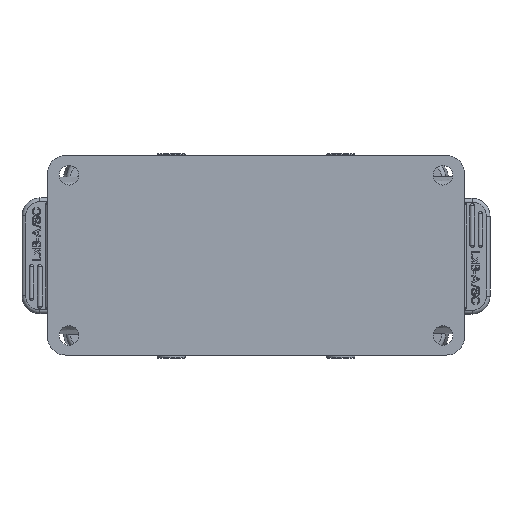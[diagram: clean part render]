
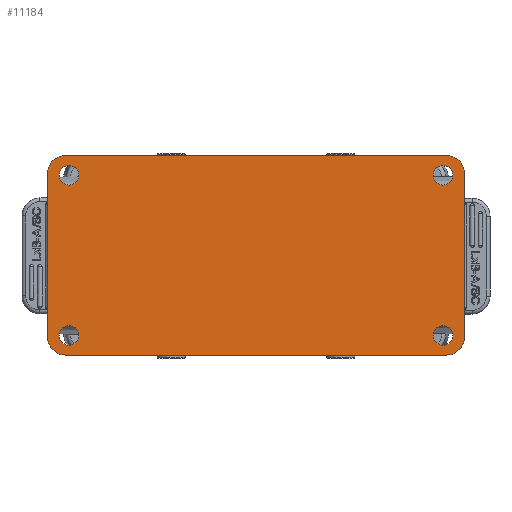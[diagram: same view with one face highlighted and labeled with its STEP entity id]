
A CAD part, front view. The second image highlights one B-rep face of the part: STEP entity #11184.
In plain terms, the highlighted planar face has unit normal (0, -1, 0).
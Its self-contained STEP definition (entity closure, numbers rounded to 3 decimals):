
#7060=CIRCLE('',#35356,2.75);
#7062=CIRCLE('',#35359,2.75);
#7065=CIRCLE('',#35363,2.75);
#7083=CIRCLE('',#35391,5.);
#7085=CIRCLE('',#35394,2.75);
#7088=CIRCLE('',#35398,2.75);
#7089=CIRCLE('',#35400,2.75);
#7092=CIRCLE('',#35404,2.75);
#7093=CIRCLE('',#35406,5.);
#7820=CIRCLE('',#37029,5.);
#7821=CIRCLE('',#37031,2.75);
#7822=CIRCLE('',#37032,5.);
#11184=ADVANCED_FACE('',(#16148,#16149,#16150,#16151,#16152),#12017,.F.);
#12017=PLANE('',#37033);
#12562=LINE('',#47642,#14451);
#13605=LINE('',#56695,#15550);
#13802=LINE('',#60929,#15747);
#13803=LINE('',#60930,#15748);
#14451=VECTOR('',#38790,1.);
#15550=VECTOR('',#42572,1.);
#15747=VECTOR('',#43335,1.);
#15748=VECTOR('',#43336,1.);
#16148=FACE_BOUND('',#17631,.T.);
#16149=FACE_BOUND('',#17632,.T.);
#16150=FACE_BOUND('',#17633,.T.);
#16151=FACE_BOUND('',#17634,.T.);
#16152=FACE_BOUND('',#17635,.T.);
#17631=EDGE_LOOP('',(#24641,#24642));
#17632=EDGE_LOOP('',(#24643,#24644));
#17633=EDGE_LOOP('',(#24645,#24646));
#17634=EDGE_LOOP('',(#24647,#24648));
#17635=EDGE_LOOP('',(#24649,#24650,#24651,#24652,#24653,#24654,#24655,#24656));
#24641=ORIENTED_EDGE('',*,*,#29422,.F.);
#24642=ORIENTED_EDGE('',*,*,#32148,.F.);
#24643=ORIENTED_EDGE('',*,*,#29467,.F.);
#24644=ORIENTED_EDGE('',*,*,#29472,.F.);
#24645=ORIENTED_EDGE('',*,*,#29461,.F.);
#24646=ORIENTED_EDGE('',*,*,#29466,.F.);
#24647=ORIENTED_EDGE('',*,*,#29426,.F.);
#24648=ORIENTED_EDGE('',*,*,#29431,.F.);
#24649=ORIENTED_EDGE('',*,*,#32149,.F.);
#24650=ORIENTED_EDGE('',*,*,#32150,.F.);
#24651=ORIENTED_EDGE('',*,*,#29457,.F.);
#24652=ORIENTED_EDGE('',*,*,#31699,.F.);
#24653=ORIENTED_EDGE('',*,*,#29476,.F.);
#24654=ORIENTED_EDGE('',*,*,#29480,.T.);
#24655=ORIENTED_EDGE('',*,*,#32146,.F.);
#24656=ORIENTED_EDGE('',*,*,#32151,.F.);
#26514=VERTEX_POINT('',#47219);
#26515=VERTEX_POINT('',#47220);
#26518=VERTEX_POINT('',#47228);
#26519=VERTEX_POINT('',#47229);
#26542=VERTEX_POINT('',#47294);
#26543=VERTEX_POINT('',#47295);
#26546=VERTEX_POINT('',#47303);
#26547=VERTEX_POINT('',#47304);
#26550=VERTEX_POINT('',#47315);
#26551=VERTEX_POINT('',#47316);
#26557=VERTEX_POINT('',#47634);
#26558=VERTEX_POINT('',#47635);
#26561=VERTEX_POINT('',#47643);
#28329=VERTEX_POINT('',#60922);
#28330=VERTEX_POINT('',#60927);
#28331=VERTEX_POINT('',#60928);
#29422=EDGE_CURVE('',#26514,#26515,#7060,.T.);
#29426=EDGE_CURVE('',#26518,#26519,#7062,.T.);
#29431=EDGE_CURVE('',#26519,#26518,#7065,.T.);
#29457=EDGE_CURVE('',#26542,#26543,#7083,.T.);
#29461=EDGE_CURVE('',#26546,#26547,#7085,.T.);
#29466=EDGE_CURVE('',#26547,#26546,#7088,.T.);
#29467=EDGE_CURVE('',#26550,#26551,#7089,.T.);
#29472=EDGE_CURVE('',#26551,#26550,#7092,.T.);
#29476=EDGE_CURVE('',#26557,#26558,#7093,.T.);
#29480=EDGE_CURVE('',#26557,#26561,#12562,.T.);
#31699=EDGE_CURVE('',#26558,#26542,#13605,.T.);
#32146=EDGE_CURVE('',#28329,#26561,#7820,.T.);
#32148=EDGE_CURVE('',#26515,#26514,#7821,.T.);
#32149=EDGE_CURVE('',#28330,#28331,#7822,.T.);
#32150=EDGE_CURVE('',#26543,#28330,#13802,.T.);
#32151=EDGE_CURVE('',#28331,#28329,#13803,.T.);
#35356=AXIS2_PLACEMENT_3D('',#47218,#38664,#38665);
#35359=AXIS2_PLACEMENT_3D('',#47227,#38672,#38673);
#35363=AXIS2_PLACEMENT_3D('',#47237,#38682,#38683);
#35391=AXIS2_PLACEMENT_3D('',#47293,#38746,#38747);
#35394=AXIS2_PLACEMENT_3D('',#47302,#38754,#38755);
#35398=AXIS2_PLACEMENT_3D('',#47312,#38764,#38765);
#35400=AXIS2_PLACEMENT_3D('',#47314,#38768,#38769);
#35404=AXIS2_PLACEMENT_3D('',#47324,#38778,#38779);
#35406=AXIS2_PLACEMENT_3D('',#47633,#38782,#38783);
#37029=AXIS2_PLACEMENT_3D('',#60921,#43326,#43327);
#37031=AXIS2_PLACEMENT_3D('',#60925,#43331,#43332);
#37032=AXIS2_PLACEMENT_3D('',#60926,#43333,#43334);
#37033=AXIS2_PLACEMENT_3D('',#60931,#43337,#43338);
#38664=DIRECTION('',(0.,-1.,0.));
#38665=DIRECTION('',(0.,0.,-1.));
#38672=DIRECTION('',(0.,-1.,0.));
#38673=DIRECTION('',(0.,0.,-1.));
#38682=DIRECTION('',(0.,-1.,0.));
#38683=DIRECTION('',(0.,0.,1.));
#38746=DIRECTION('',(0.,1.,0.));
#38747=DIRECTION('',(-1.,0.,0.));
#38754=DIRECTION('',(0.,-1.,0.));
#38755=DIRECTION('',(0.,0.,-1.));
#38764=DIRECTION('',(0.,-1.,0.));
#38765=DIRECTION('',(0.,0.,1.));
#38768=DIRECTION('',(0.,-1.,0.));
#38769=DIRECTION('',(0.,0.,-1.));
#38778=DIRECTION('',(0.,-1.,0.));
#38779=DIRECTION('',(0.,0.,1.));
#38782=DIRECTION('',(0.,1.,0.));
#38783=DIRECTION('',(0.,0.,-1.));
#38790=DIRECTION('',(1.,0.,0.));
#42572=DIRECTION('',(0.,0.,1.));
#43326=DIRECTION('',(0.,1.,0.));
#43327=DIRECTION('',(1.,0.,0.));
#43331=DIRECTION('',(0.,-1.,0.));
#43332=DIRECTION('',(0.,0.,1.));
#43333=DIRECTION('',(0.,1.,0.));
#43334=DIRECTION('',(0.,0.,1.));
#43335=DIRECTION('',(1.,0.,0.));
#43336=DIRECTION('',(0.,0.,-1.));
#43337=DIRECTION('',(0.,1.,0.));
#43338=DIRECTION('',(0.,0.,1.));
#47218=CARTESIAN_POINT('',(112.,0.,22.68));
#47219=CARTESIAN_POINT('',(112.,0.,19.93));
#47220=CARTESIAN_POINT('',(112.,0.,25.43));
#47227=CARTESIAN_POINT('',(7.,0.,22.68));
#47228=CARTESIAN_POINT('',(7.,0.,19.93));
#47229=CARTESIAN_POINT('',(7.,0.,25.43));
#47237=CARTESIAN_POINT('',(7.,0.,22.68));
#47293=CARTESIAN_POINT('',(6.,0.,23.18));
#47294=CARTESIAN_POINT('',(1.,0.,23.18));
#47295=CARTESIAN_POINT('',(6.,0.,28.18));
#47302=CARTESIAN_POINT('',(7.,0.,-22.32));
#47303=CARTESIAN_POINT('',(7.,0.,-25.07));
#47304=CARTESIAN_POINT('',(7.,0.,-19.57));
#47312=CARTESIAN_POINT('',(7.,0.,-22.32));
#47314=CARTESIAN_POINT('',(112.,0.,-22.32));
#47315=CARTESIAN_POINT('',(112.,0.,-25.07));
#47316=CARTESIAN_POINT('',(112.,0.,-19.57));
#47324=CARTESIAN_POINT('',(112.,0.,-22.32));
#47633=CARTESIAN_POINT('',(6.,0.,-22.82));
#47634=CARTESIAN_POINT('',(6.,0.,-27.82));
#47635=CARTESIAN_POINT('',(1.,0.,-22.82));
#47642=CARTESIAN_POINT('',(6.,0.,-27.82));
#47643=CARTESIAN_POINT('',(113.,0.,-27.82));
#56695=CARTESIAN_POINT('',(1.,0.,-22.82));
#60921=CARTESIAN_POINT('',(113.,0.,-22.82));
#60922=CARTESIAN_POINT('',(118.,0.,-22.82));
#60925=CARTESIAN_POINT('',(112.,0.,22.68));
#60926=CARTESIAN_POINT('',(113.,0.,23.18));
#60927=CARTESIAN_POINT('',(113.,0.,28.18));
#60928=CARTESIAN_POINT('',(118.,0.,23.18));
#60929=CARTESIAN_POINT('',(6.,0.,28.18));
#60930=CARTESIAN_POINT('',(118.,0.,23.18));
#60931=CARTESIAN_POINT('',(59.5,0.,0.18));
